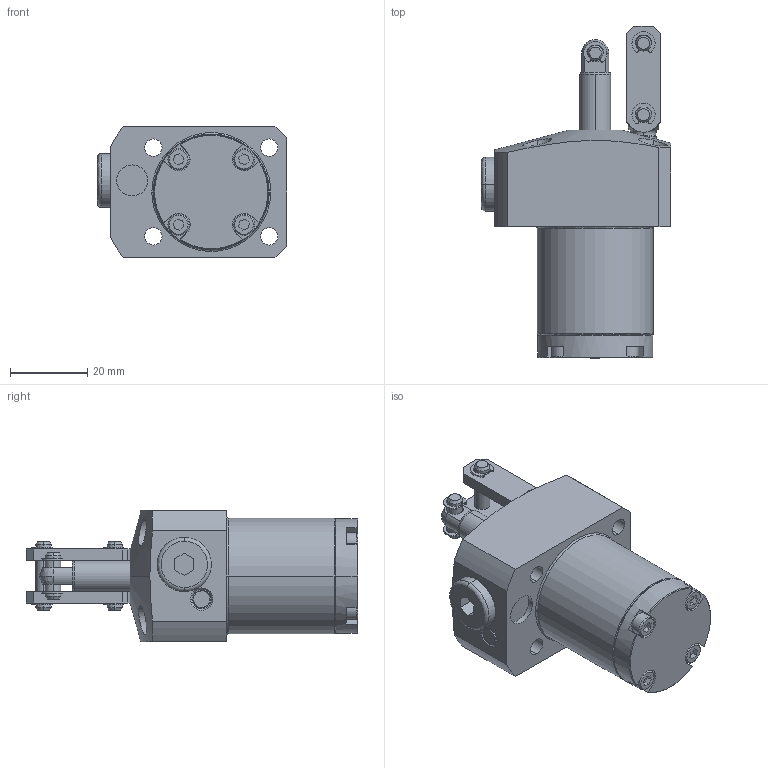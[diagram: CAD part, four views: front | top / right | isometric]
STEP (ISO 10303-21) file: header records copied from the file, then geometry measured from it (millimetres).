
FILE_DESCRIPTION (( 'STEP AP203' ), '1' );
FILE_NAME ('LM0300-CC.STEP', '2019-09-23T09:18:26', ( '微软用户' ), ( '微软中国' ), 'SwSTEP 2.0', 'SolidWorks 2012', '' );
FILE_SCHEMA (( 'CONFIG_CONTROL_DESIGN' ));
Length unit declared in the file: millimetre
Products named in the file (8): LM0300-CC; JZG010-2; リンクプレート; ピン2; ピン１; ピストン; トメワ; 儃僨傿俠_1
Assembly tree (14 placements, depth 2):
  LM0300-CC
    儃僨傿俠_1
    トメワ  x6
    ピストン
    ピン１
    ピン2  x2
    リンクプレート  x2
    JZG010-2
Bounding box: 49 x 86 x 34 mm (x, y, z)
Volume: 58889 mm3; surface area: 16187.6 mm2
Topology: 14 solids, 14 shells, 457 faces, 1121 edges, 725 vertices
Faces by surface type: cylinder 205, plane 171, cone 61, bspline 20
Entity records: 11254 total; most frequent: CARTESIAN_POINT 2963, DIRECTION 1598, ORIENTED_EDGE 1456, EDGE_CURVE 728, AXIS2_PLACEMENT_3D 626, VERTEX_POINT 467, EDGE_LOOP 357, LINE 346
